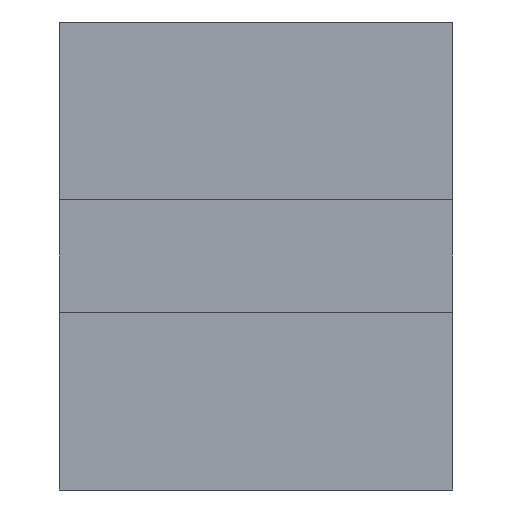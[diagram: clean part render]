
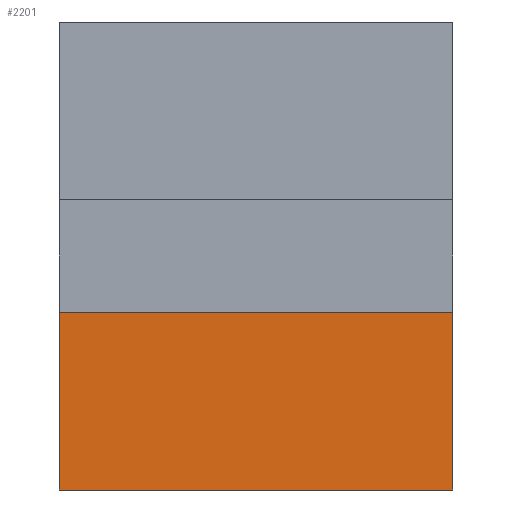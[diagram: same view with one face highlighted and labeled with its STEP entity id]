
A CAD part, left-side view. The second image highlights one B-rep face of the part: STEP entity #2201.
In plain terms, the highlighted planar face has unit normal (-1, 0, 0).
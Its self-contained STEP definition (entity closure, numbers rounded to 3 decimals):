
#69 = LINE ( 'NONE', #77, #305 ) ;
#77 = CARTESIAN_POINT ( 'NONE',  ( -1., 0., -0.15 ) ) ;
#173 = PLANE ( 'NONE',  #1540 ) ;
#223 = ORIENTED_EDGE ( 'NONE', *, *, #1423, .T. ) ;
#298 = DIRECTION ( 'NONE',  ( 0., 0., 1. ) ) ;
#305 = VECTOR ( 'NONE', #2289, 1000. ) ;
#509 = CARTESIAN_POINT ( 'NONE',  ( -1., 0., -0.15 ) ) ;
#558 = LINE ( 'NONE', #3590, #2336 ) ;
#684 = ORIENTED_EDGE ( 'NONE', *, *, #1531, .F. ) ;
#793 = VERTEX_POINT ( 'NONE', #509 ) ;
#795 = DIRECTION ( 'NONE',  ( 0., 0., 1. ) ) ;
#822 = CARTESIAN_POINT ( 'NONE',  ( -1., 1.05, -0.15 ) ) ;
#829 = CARTESIAN_POINT ( 'NONE',  ( -1., 1.05, -0.625 ) ) ;
#838 = EDGE_CURVE ( 'NONE', #793, #2785, #69, .T. ) ;
#931 = VECTOR ( 'NONE', #298, 1000. ) ;
#1044 = CARTESIAN_POINT ( 'NONE',  ( -1., 0., -0.625 ) ) ;
#1186 = VERTEX_POINT ( 'NONE', #829 ) ;
#1423 = EDGE_CURVE ( 'NONE', #3128, #793, #558, .T. ) ;
#1448 = EDGE_CURVE ( 'NONE', #1186, #3128, #1586, .T. ) ;
#1454 = CARTESIAN_POINT ( 'NONE',  ( -1., 1.05, 0.625 ) ) ;
#1531 = EDGE_CURVE ( 'NONE', #1186, #2785, #3472, .T. ) ;
#1540 = AXIS2_PLACEMENT_3D ( 'NONE', #3248, #3509, #1575 ) ;
#1575 = DIRECTION ( 'NONE',  ( 0., 0., -1. ) ) ;
#1586 = LINE ( 'NONE', #3345, #2152 ) ;
#1744 = ORIENTED_EDGE ( 'NONE', *, *, #1448, .T. ) ;
#2152 = VECTOR ( 'NONE', #2188, 1000. ) ;
#2163 = ORIENTED_EDGE ( 'NONE', *, *, #838, .T. ) ;
#2188 = DIRECTION ( 'NONE',  ( 0., -1., 0. ) ) ;
#2201 = ADVANCED_FACE ( 'NONE', ( #2883 ), #173, .F. ) ;
#2289 = DIRECTION ( 'NONE',  ( 0., 1., 0. ) ) ;
#2336 = VECTOR ( 'NONE', #795, 1000. ) ;
#2785 = VERTEX_POINT ( 'NONE', #822 ) ;
#2883 = FACE_OUTER_BOUND ( 'NONE', #3193, .T. ) ;
#3128 = VERTEX_POINT ( 'NONE', #1044 ) ;
#3193 = EDGE_LOOP ( 'NONE', ( #223, #2163, #684, #1744 ) ) ;
#3248 = CARTESIAN_POINT ( 'NONE',  ( -1., 1.05, 0.625 ) ) ;
#3345 = CARTESIAN_POINT ( 'NONE',  ( -1., 1.05, -0.625 ) ) ;
#3472 = LINE ( 'NONE', #1454, #931 ) ;
#3509 = DIRECTION ( 'NONE',  ( 1., 0., 0. ) ) ;
#3590 = CARTESIAN_POINT ( 'NONE',  ( -1., 0., 0.625 ) ) ;
